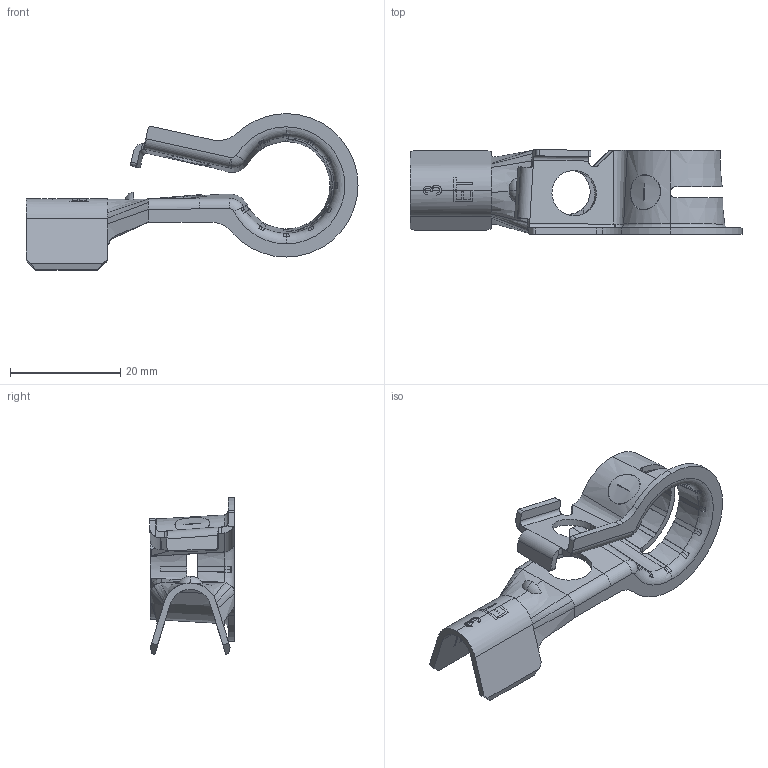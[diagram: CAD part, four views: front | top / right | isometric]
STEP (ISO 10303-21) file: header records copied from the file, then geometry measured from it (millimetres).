
FILE_DESCRIPTION (( 'STEP AP203' ), '1' );
FILE_NAME ('BPC7-N-1.STEP', '2023-07-21T13:49:34', ( '' ), ( '' ), 'SwSTEP 2.0', 'SolidWorks 2022', '' );
FILE_SCHEMA (( 'CONFIG_CONTROL_DESIGN' ));
Length unit declared in the file: inch
Products named in the file (1): BPC7-N-1
Bounding box: 60.26 x 15.37 x 28.45 mm (x, y, z)
Volume: 2241.6 mm3; surface area: 4522.5 mm2
Topology: 1 solids, 1 shells, 394 faces, 1079 edges, 682 vertices
Faces by surface type: plane 168, cylinder 72, cone 69, bspline 49, torus 36
Entity records: 15861 total; most frequent: CARTESIAN_POINT 6101, ORIENTED_EDGE 2156, DIRECTION 1921, EDGE_CURVE 1078, AXIS2_PLACEMENT_3D 692, VERTEX_POINT 682, VECTOR 537, LINE 537
